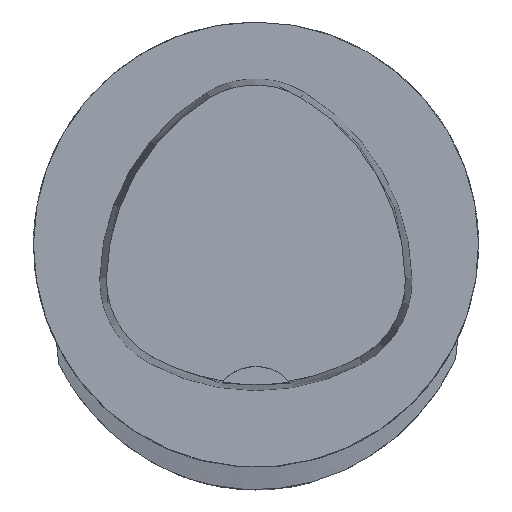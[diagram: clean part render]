
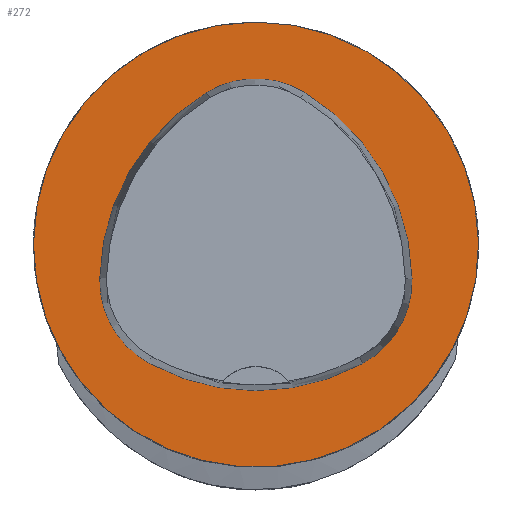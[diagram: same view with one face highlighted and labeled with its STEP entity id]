
A CAD part, top view. The second image highlights one B-rep face of the part: STEP entity #272.
In plain terms, the highlighted planar face has unit normal (0, 0, 1).
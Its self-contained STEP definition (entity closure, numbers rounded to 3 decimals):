
#272=ADVANCED_FACE('',(#348,#349),#307,.T.);
#307=PLANE('',#1011);
#348=FACE_BOUND('',#399,.T.);
#349=FACE_BOUND('',#400,.T.);
#399=EDGE_LOOP('',(#560,#561,#562,#563,#564,#565));
#400=EDGE_LOOP('',(#566));
#560=ORIENTED_EDGE('',*,*,#804,.T.);
#561=ORIENTED_EDGE('',*,*,#784,.T.);
#562=ORIENTED_EDGE('',*,*,#788,.T.);
#563=ORIENTED_EDGE('',*,*,#791,.T.);
#564=ORIENTED_EDGE('',*,*,#794,.T.);
#565=ORIENTED_EDGE('',*,*,#802,.T.);
#566=ORIENTED_EDGE('',*,*,#748,.F.);
#669=VERTEX_POINT('',#1477);
#697=VERTEX_POINT('',#1571);
#698=VERTEX_POINT('',#1572);
#701=VERTEX_POINT('',#1580);
#703=VERTEX_POINT('',#1586);
#705=VERTEX_POINT('',#1592);
#712=VERTEX_POINT('',#1613);
#748=EDGE_CURVE('',#669,#669,#834,.T.);
#784=EDGE_CURVE('',#697,#698,#841,.T.);
#788=EDGE_CURVE('',#698,#701,#843,.T.);
#791=EDGE_CURVE('',#701,#703,#845,.T.);
#794=EDGE_CURVE('',#703,#705,#847,.T.);
#802=EDGE_CURVE('',#705,#712,#851,.T.);
#804=EDGE_CURVE('',#712,#697,#853,.T.);
#834=CIRCLE('',#963,20.);
#841=CIRCLE('',#989,20.);
#843=CIRCLE('',#992,8.5);
#845=CIRCLE('',#995,20.);
#847=CIRCLE('',#998,8.5);
#851=CIRCLE('',#1003,20.);
#853=CIRCLE('',#1006,8.5);
#963=AXIS2_PLACEMENT_3D('',#1476,#1114,#1115);
#989=AXIS2_PLACEMENT_3D('',#1570,#1178,#1179);
#992=AXIS2_PLACEMENT_3D('',#1579,#1186,#1187);
#995=AXIS2_PLACEMENT_3D('',#1585,#1193,#1194);
#998=AXIS2_PLACEMENT_3D('',#1591,#1200,#1201);
#1003=AXIS2_PLACEMENT_3D('',#1614,#1212,#1213);
#1006=AXIS2_PLACEMENT_3D('',#1617,#1218,#1219);
#1011=AXIS2_PLACEMENT_3D('',#1622,#1228,#1229);
#1114=DIRECTION('',(0.,0.,-1.));
#1115=DIRECTION('',(-1.,0.,0.));
#1178=DIRECTION('',(0.,0.,-1.));
#1179=DIRECTION('',(-1.,0.,0.));
#1186=DIRECTION('',(0.,0.,-1.));
#1187=DIRECTION('',(-1.,0.,0.));
#1193=DIRECTION('',(0.,0.,-1.));
#1194=DIRECTION('',(-1.,0.,0.));
#1200=DIRECTION('',(0.,0.,-1.));
#1201=DIRECTION('',(-1.,0.,0.));
#1212=DIRECTION('',(0.,0.,-1.));
#1213=DIRECTION('',(-1.,0.,0.));
#1218=DIRECTION('',(0.,0.,-1.));
#1219=DIRECTION('',(-1.,0.,0.));
#1228=DIRECTION('',(0.,0.,1.));
#1229=DIRECTION('',(1.,0.,0.));
#1476=CARTESIAN_POINT('',(0.,0.,0.));
#1477=CARTESIAN_POINT('',(-20.,0.,0.));
#1570=CARTESIAN_POINT('',(5.955,-3.414,0.));
#1571=CARTESIAN_POINT('',(-14.041,-3.042,0.));
#1572=CARTESIAN_POINT('',(-4.472,13.653,0.));
#1579=CARTESIAN_POINT('',(-0.04,6.4,0.));
#1580=CARTESIAN_POINT('',(4.347,13.68,0.));
#1585=CARTESIAN_POINT('',(-5.976,-3.45,0.));
#1586=CARTESIAN_POINT('',(14.021,-3.075,0.));
#1591=CARTESIAN_POINT('',(5.522,-3.235,0.));
#1592=CARTESIAN_POINT('',(9.588,-10.699,0.));
#1613=CARTESIAN_POINT('',(-9.655,-10.639,0.));
#1614=CARTESIAN_POINT('',(0.022,6.864,0.));
#1617=CARTESIAN_POINT('',(-5.543,-3.2,0.));
#1622=CARTESIAN_POINT('',(0.,0.,0.));
